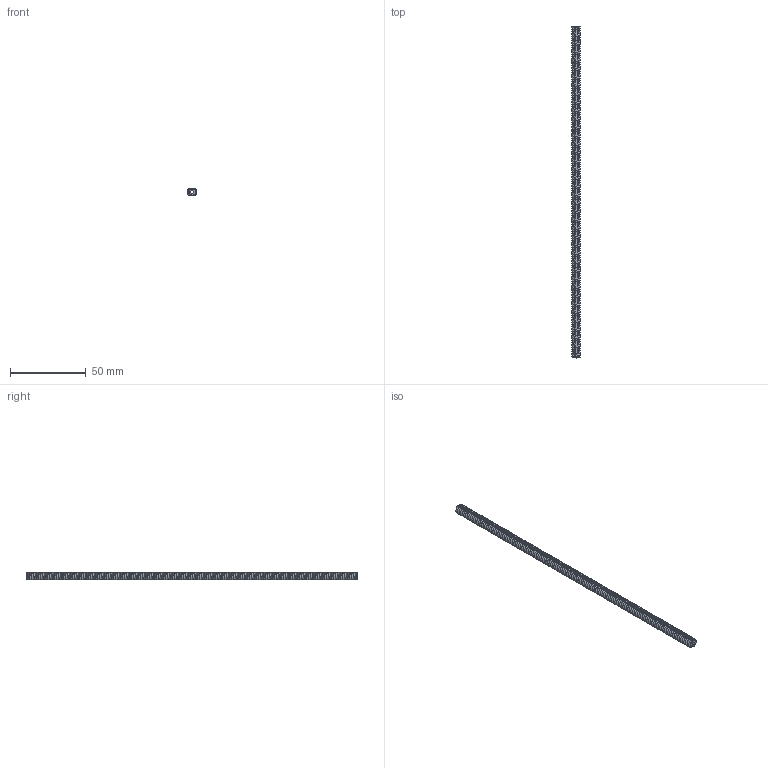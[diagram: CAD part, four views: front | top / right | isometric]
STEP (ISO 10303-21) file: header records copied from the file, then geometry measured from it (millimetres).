
FILE_DESCRIPTION(('FreeCAD Model'),'2;1');
FILE_NAME('Open CASCADE Shape Model','2023-11-29T17:04:29',(''),(''), 'Open CASCADE STEP processor 7.6','FreeCAD','Unknown');
FILE_SCHEMA(('AUTOMOTIVE_DESIGN { 1 0 10303 214 1 1 1 1 }'));
Products named in the file (1): Threaded Rod FL-RH BU16.75 - SPN-THR-0067 (stemfie.org)
Bounding box: 6.6 x 219.38 x 5 mm (x, y, z)
Volume: 3999.4 mm3; surface area: 7891.2 mm2
Topology: 1 solids, 1 shells, 1078 faces, 2969 edges, 1925 vertices
Faces by surface type: plane 604, bspline 322, extrusion 144, cone 7, cylinder 1
Full cylindrical faces by diameter (mm): 2 x1
Entity records: 175135 total; most frequent: CARTESIAN_POINT 124612, DIRECTION 6011, ORIENTED_EDGE 5938, PCURVE 5938, DEFINITIONAL_REPRESENTATION 5938, VECTOR 4741, LINE 4597, B_SPLINE_CURVE_WITH_KNOTS 4422
